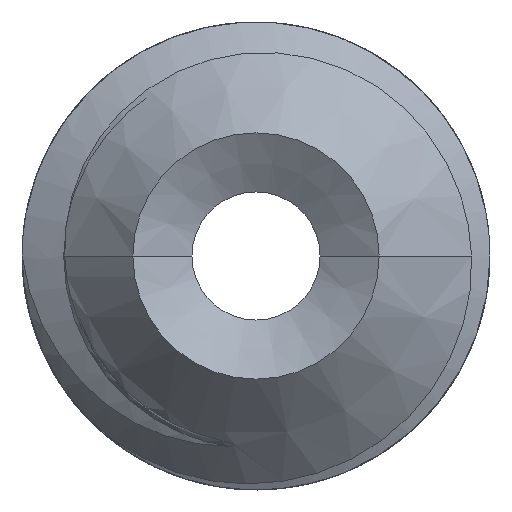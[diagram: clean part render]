
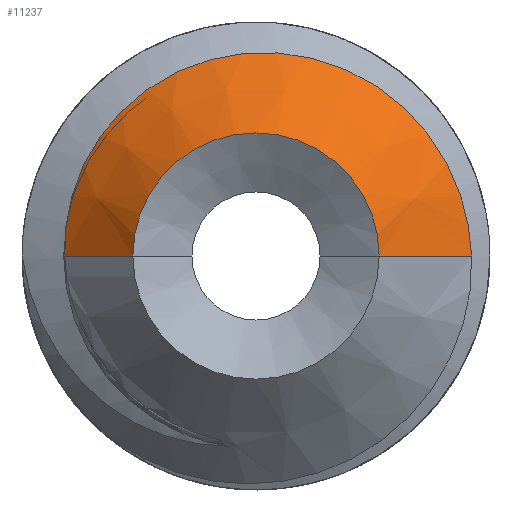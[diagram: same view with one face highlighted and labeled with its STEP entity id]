
A CAD part, left-side view. The second image highlights one B-rep face of the part: STEP entity #11237.
In plain terms, the highlighted conical face has half-angle 45 degrees and reference radius 1.746 mm.
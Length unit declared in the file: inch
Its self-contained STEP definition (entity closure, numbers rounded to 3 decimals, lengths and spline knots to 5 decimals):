
#4031=CARTESIAN_POINT('',(0.02809,0.07722,0.0116));
#4032=CARTESIAN_POINT('',(0.0283,0.07665,
0.01678));
#4033=CARTESIAN_POINT('',(0.02872,0.07448,
0.02706));
#4034=CARTESIAN_POINT('',(0.02935,0.06814,
0.04168));
#4035=CARTESIAN_POINT('',(0.02998,0.05901,
0.05476));
#4036=CARTESIAN_POINT('',(0.03061,0.04734,
0.06592));
#4037=CARTESIAN_POINT('',(0.03125,0.03323,
0.07478));
#4038=CARTESIAN_POINT('',(0.0319,0.01747,
0.08057));
#4039=CARTESIAN_POINT('',(0.03252,0.00137,
0.08304));
#4040=CARTESIAN_POINT('',(0.03315,-0.01519,
0.08232));
#4041=CARTESIAN_POINT('',(0.03379,-0.03178,
0.07816));
#4042=CARTESIAN_POINT('',(0.03443,-0.0473,
0.07062));
#4043=CARTESIAN_POINT('',(0.03505,-0.06068,
0.06038));
#4044=CARTESIAN_POINT('',(0.03567,-0.07178,
0.04776));
#4045=CARTESIAN_POINT('',(0.03628,-0.08023,
0.03323));
#4046=CARTESIAN_POINT('',(0.03691,-0.0858,
0.017));
#4047=CARTESIAN_POINT('',(0.03732,-0.08732,
0.00569));
#4048=CARTESIAN_POINT('',(0.03752,-0.08752,0.));
#5340=CARTESIAN_POINT('',(0.02764,0.07764,
0.));
#5341=CARTESIAN_POINT('',(0.02771,0.07771,
0.00193));
#5342=CARTESIAN_POINT('',(0.02785,0.07771,
0.00579));
#5343=CARTESIAN_POINT('',(0.02801,0.07743,
0.00967));
#5344=CARTESIAN_POINT('',(0.02809,0.07722,0.0116));
#5346=DIRECTION('',(0.707,0.707,0.));
#5347=VECTOR('',#5346,0.03909);
#5348=CARTESIAN_POINT('',(0.,0.05,0.));
#5349=LINE('',#5348,#5347);
#5350=DIRECTION('',(0.707,-0.707,0.));
#5351=VECTOR('',#5350,0.05306);
#5352=CARTESIAN_POINT('',(0.,-0.05,0.));
#5353=LINE('',#5352,#5351);
#5354=CARTESIAN_POINT('',(0.,0.,0.));
#5355=DIRECTION('',(1.,0.,0.));
#5356=DIRECTION('',(0.,1.,0.));
#5357=AXIS2_PLACEMENT_3D('',#5354,#5355,#5356);
#5681=CARTESIAN_POINT('',(0.,0.05,0.));
#5682=CARTESIAN_POINT('',(0.02764,0.07764,
0.));
#5683=VERTEX_POINT('',#5681);
#5684=VERTEX_POINT('',#5682);
#5685=CARTESIAN_POINT('',(0.,-0.05,0.));
#5686=CARTESIAN_POINT('',(0.03752,-0.08752,0.));
#5687=VERTEX_POINT('',#5685);
#5688=VERTEX_POINT('',#5686);
#5760=VERTEX_POINT('',#5344);
#11224=CARTESIAN_POINT('',(0.01876,0.,0.));
#11225=DIRECTION('',(1.,0.,0.));
#11226=DIRECTION('',(0.,-1.,0.));
#11227=AXIS2_PLACEMENT_3D('',#11224,#11225,#11226);
#11228=CONICAL_SURFACE('',#11227,0.06876,45.);
#11229=ORIENTED_EDGE('',*,*,#8304,.T.);
#11230=ORIENTED_EDGE('',*,*,#11219,.T.);
#11231=ORIENTED_EDGE('',*,*,#8282,.T.);
#11232=ORIENTED_EDGE('',*,*,#8308,.F.);
#11234=ORIENTED_EDGE('',*,*,#11233,.F.);
#11235=EDGE_LOOP('',(#11229,#11230,#11231,#11232,#11234));
#11236=FACE_OUTER_BOUND('',#11235,.F.);
#4049=B_SPLINE_CURVE_WITH_KNOTS('',3,(#4031,#4032,#4033,#4034,#4035,#4036,#4037,
#4038,#4039,#4040,#4041,#4042,#4043,#4044,#4045,#4046,#4047,#4048),
.UNSPECIFIED.,.F.,.F.,(4,1,1,1,1,1,1,1,1,1,1,1,1,1,1,4),(0.,0.06667,
0.13333,0.2,0.26667,0.33333,0.4,
0.46667,0.53333,0.6,0.66667,0.73333,
0.8,0.86667,0.93333,1.),.UNSPECIFIED.);
#5345=B_SPLINE_CURVE_WITH_KNOTS('',3,(#5340,#5341,#5342,#5343,#5344),
.UNSPECIFIED.,.F.,.F.,(4,1,4),(0.,0.5,1.),.UNSPECIFIED.);
#5358=CIRCLE('',#5357,0.05);
#8282=EDGE_CURVE('',#5760,#5688,#4049,.T.);
#8304=EDGE_CURVE('',#5683,#5684,#5349,.T.);
#8308=EDGE_CURVE('',#5687,#5688,#5353,.T.);
#11219=EDGE_CURVE('',#5684,#5760,#5345,.T.);
#11233=EDGE_CURVE('',#5683,#5687,#5358,.T.);
#11237=ADVANCED_FACE('',(#11236),#11228,.T.);
